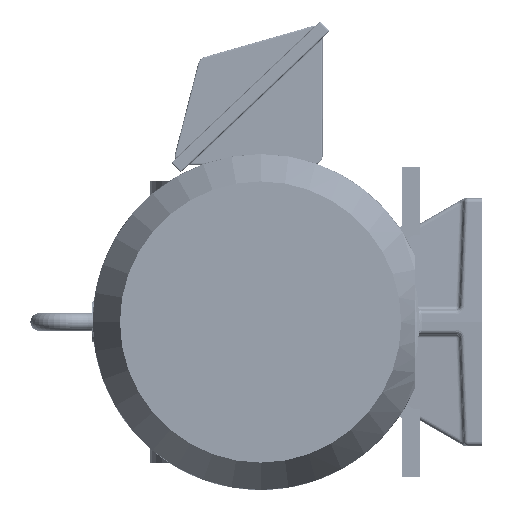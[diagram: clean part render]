
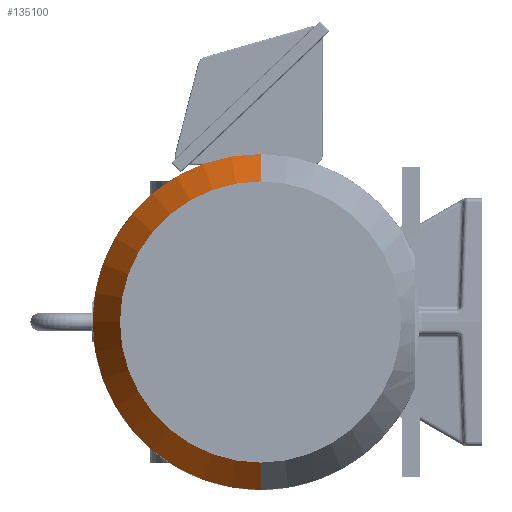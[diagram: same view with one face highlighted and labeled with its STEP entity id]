
A CAD part, left-side view. The second image highlights one B-rep face of the part: STEP entity #135100.
In plain terms, the highlighted conical face has half-angle 28.519 degrees and reference radius 120.65 mm.
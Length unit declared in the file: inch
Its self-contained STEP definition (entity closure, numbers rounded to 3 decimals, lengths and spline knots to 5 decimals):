
#19331 = DIRECTION ( 'NONE',  ( 1., 0., 0. ) ) ;
#27333 = EDGE_LOOP ( 'NONE', ( #360174, #129032, #186219, #370298 ) ) ;
#29602 = VERTEX_POINT ( 'NONE', #356979 ) ;
#49173 = VECTOR ( 'NONE', #193401, 39.37008 ) ;
#53587 = CIRCLE ( 'NONE', #397791, 3.97683 ) ;
#65397 = DIRECTION ( 'NONE',  ( 0., 0., -1. ) ) ;
#65399 = VECTOR ( 'NONE', #395465, 39.37008 ) ;
#73977 = CARTESIAN_POINT ( 'NONE',  ( -29.38213, 0., 4.75 ) ) ;
#79538 = CARTESIAN_POINT ( 'NONE',  ( -30.805, 0., -3.97683 ) ) ;
#97571 = CONICAL_SURFACE ( 'NONE', #227930, 4.75, 0.498 ) ;
#99544 = DIRECTION ( 'NONE',  ( 1., 0., 0. ) ) ;
#104254 = DIRECTION ( 'NONE',  ( 0., 0., -1. ) ) ;
#120961 = CARTESIAN_POINT ( 'NONE',  ( -29.38213, 0., -4.75 ) ) ;
#129032 = ORIENTED_EDGE ( 'NONE', *, *, #190105, .T. ) ;
#135100 = ADVANCED_FACE ( 'NONE', ( #271191 ), #97571, .T. ) ;
#135635 = CARTESIAN_POINT ( 'NONE',  ( -30.805, 0., 0. ) ) ;
#144265 = AXIS2_PLACEMENT_3D ( 'NONE', #178914, #19331, #341016 ) ;
#158200 = CARTESIAN_POINT ( 'NONE',  ( -30.805, 0., 3.97683 ) ) ;
#178914 = CARTESIAN_POINT ( 'NONE',  ( -29.38213, 0., 0. ) ) ;
#186219 = ORIENTED_EDGE ( 'NONE', *, *, #414191, .F. ) ;
#190105 = EDGE_CURVE ( 'NONE', #372181, #29602, #375650, .T. ) ;
#193401 = DIRECTION ( 'NONE',  ( 0.879, 0., -0.477 ) ) ;
#222173 = LINE ( 'NONE', #120961, #49173 ) ;
#227930 = AXIS2_PLACEMENT_3D ( 'NONE', #294445, #99544, #65397 ) ;
#271191 = FACE_OUTER_BOUND ( 'NONE', #27333, .T. ) ;
#281051 = VERTEX_POINT ( 'NONE', #79538 ) ;
#294445 = CARTESIAN_POINT ( 'NONE',  ( -29.38213, 0., 0. ) ) ;
#316056 = CIRCLE ( 'NONE', #144265, 4.75 ) ;
#317223 = EDGE_CURVE ( 'NONE', #281051, #372567, #222173, .T. ) ;
#318402 = EDGE_CURVE ( 'NONE', #281051, #372181, #53587, .T. ) ;
#341016 = DIRECTION ( 'NONE',  ( 0., 0., -1. ) ) ;
#356979 = CARTESIAN_POINT ( 'NONE',  ( -29.38213, 0., 4.75 ) ) ;
#360174 = ORIENTED_EDGE ( 'NONE', *, *, #318402, .T. ) ;
#361778 = DIRECTION ( 'NONE',  ( 1., 0., 0. ) ) ;
#370298 = ORIENTED_EDGE ( 'NONE', *, *, #317223, .F. ) ;
#372181 = VERTEX_POINT ( 'NONE', #158200 ) ;
#372567 = VERTEX_POINT ( 'NONE', #411061 ) ;
#375650 = LINE ( 'NONE', #73977, #65399 ) ;
#395465 = DIRECTION ( 'NONE',  ( 0.879, 0., 0.477 ) ) ;
#397791 = AXIS2_PLACEMENT_3D ( 'NONE', #135635, #361778, #104254 ) ;
#411061 = CARTESIAN_POINT ( 'NONE',  ( -29.38213, 0., -4.75 ) ) ;
#414191 = EDGE_CURVE ( 'NONE', #372567, #29602, #316056, .T. ) ;
